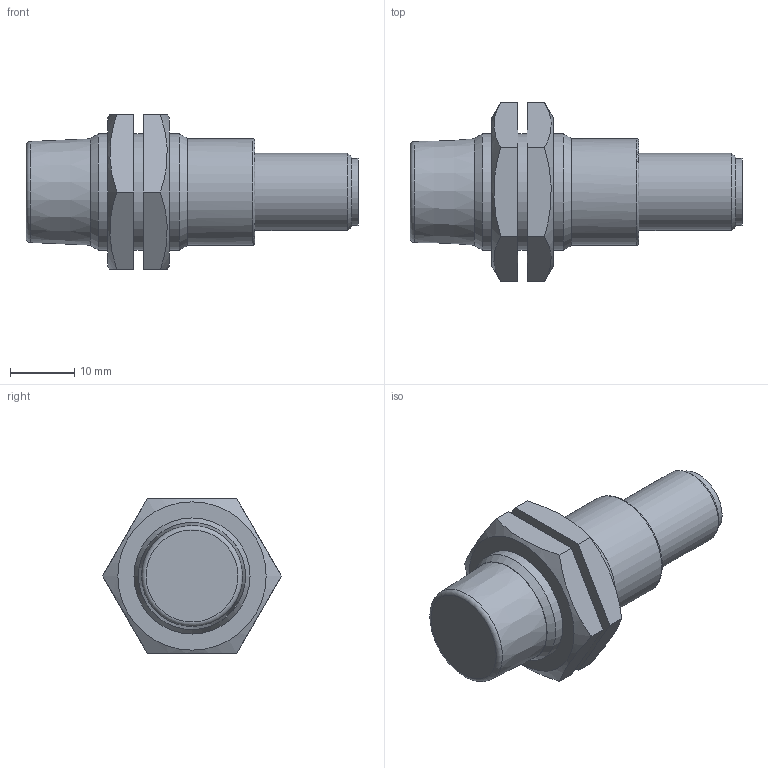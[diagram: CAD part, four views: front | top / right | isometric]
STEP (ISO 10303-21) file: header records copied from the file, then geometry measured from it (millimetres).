
FILE_DESCRIPTION(/* description */ (''),/* implementation_level */ '2;1');
FILE_NAME(/* name */ 'KJ8_M18MN50-V2.stp',/* time_stamp */ '2026-01-07T10:31:30+01:00',/* author */ ('L43FV9'),/* organization */ (''),/* preprocessor_version */ 'ST-DEVELOPER v20.1',/* originating_system */ 'Autodesk Inventor 2026',/* authorisation */ '');
FILE_SCHEMA (('AUTOMOTIVE_DESIGN { 1 0 10303 214 3 1 1 }'));
Length unit declared in the file: millimetre
Products named in the file (1): KJ8_M18MN50-V2_Vereinfachen_1
Bounding box: 51.5 x 27.71 x 24 mm (x, y, z)
Volume: 11640.7 mm3; surface area: 4017.1 mm2
Topology: 1 solids, 1 shells, 43 faces, 90 edges, 58 vertices
Faces by surface type: plane 26, cylinder 8, cone 7, torus 2
Full cylindrical faces by diameter (mm): 10.4 x1, 12 x1, 16.5 x1, 18 x3
Entity records: 1259 total; most frequent: CARTESIAN_POINT 216, DIRECTION 199, ORIENTED_EDGE 180, EDGE_CURVE 90, AXIS2_PLACEMENT_3D 77, VERTEX_POINT 58, EDGE_LOOP 52, LINE 45
